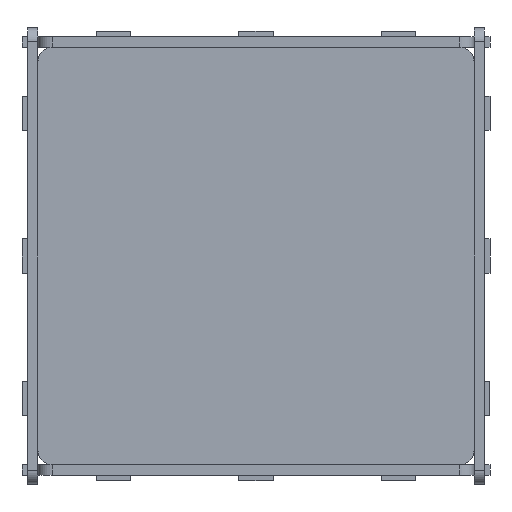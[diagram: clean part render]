
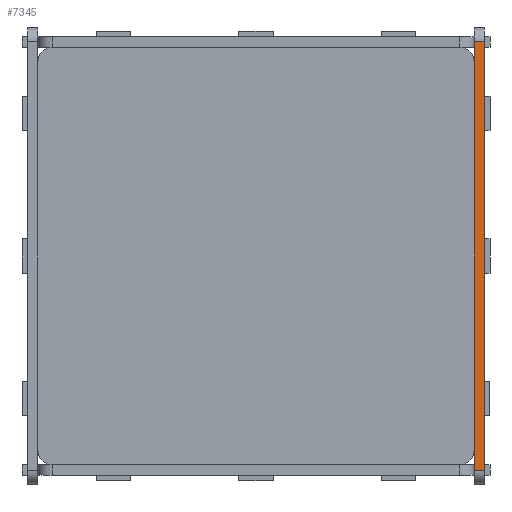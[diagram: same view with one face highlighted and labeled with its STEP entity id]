
A CAD part, front view. The second image highlights one B-rep face of the part: STEP entity #7345.
In plain terms, the highlighted face is planar.
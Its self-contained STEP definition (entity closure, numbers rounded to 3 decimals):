
#32 = VECTOR ( 'NONE', #3086, 1000. ) ;
#64 = CARTESIAN_POINT ( 'NONE',  ( -375., 0., 750. ) ) ;
#180 = DIRECTION ( 'NONE',  ( 0., 1., 0. ) ) ;
#283 = PLANE ( 'NONE',  #3954 ) ;
#320 = LINE ( 'NONE', #5548, #2996 ) ;
#893 = DIRECTION ( 'NONE',  ( -1., 0., 0. ) ) ;
#1635 = DIRECTION ( 'NONE',  ( 1., 0., 0. ) ) ;
#1888 = LINE ( 'NONE', #4230, #32 ) ;
#1993 = CARTESIAN_POINT ( 'NONE',  ( -400., 18., 750. ) ) ;
#2216 = VERTEX_POINT ( 'NONE', #5476 ) ;
#2495 = CARTESIAN_POINT ( 'NONE',  ( 375., 18., 750. ) ) ;
#2996 = VECTOR ( 'NONE', #4334, 1000. ) ;
#3086 = DIRECTION ( 'NONE',  ( 1., 0., 0. ) ) ;
#3377 = EDGE_CURVE ( 'NONE', #7023, #2216, #1888, .T. ) ;
#3585 = ORIENTED_EDGE ( 'NONE', *, *, #7309, .T. ) ;
#3815 = ORIENTED_EDGE ( 'NONE', *, *, #4286, .T. ) ;
#3848 = ORIENTED_EDGE ( 'NONE', *, *, #3377, .F. ) ;
#3954 = AXIS2_PLACEMENT_3D ( 'NONE', #1993, #4403, #893 ) ;
#4230 = CARTESIAN_POINT ( 'NONE',  ( -400., 18., 750. ) ) ;
#4286 = EDGE_CURVE ( 'NONE', #4518, #2216, #5941, .T. ) ;
#4334 = DIRECTION ( 'NONE',  ( 0., -1., 0. ) ) ;
#4403 = DIRECTION ( 'NONE',  ( 0., 0., -1. ) ) ;
#4471 = CARTESIAN_POINT ( 'NONE',  ( -400., 0., 750. ) ) ;
#4518 = VERTEX_POINT ( 'NONE', #5091 ) ;
#4548 = ORIENTED_EDGE ( 'NONE', *, *, #6541, .T. ) ;
#4959 = LINE ( 'NONE', #4471, #5531 ) ;
#5091 = CARTESIAN_POINT ( 'NONE',  ( 375., 0., 750. ) ) ;
#5254 = VECTOR ( 'NONE', #180, 1000. ) ;
#5476 = CARTESIAN_POINT ( 'NONE',  ( 375., 18., 750. ) ) ;
#5531 = VECTOR ( 'NONE', #1635, 1000. ) ;
#5548 = CARTESIAN_POINT ( 'NONE',  ( -375., 18., 750. ) ) ;
#5555 = VERTEX_POINT ( 'NONE', #64 ) ;
#5941 = LINE ( 'NONE', #2495, #5254 ) ;
#6541 = EDGE_CURVE ( 'NONE', #5555, #4518, #4959, .T. ) ;
#6871 = CARTESIAN_POINT ( 'NONE',  ( -375., 18., 750. ) ) ;
#7023 = VERTEX_POINT ( 'NONE', #6871 ) ;
#7178 = FACE_OUTER_BOUND ( 'NONE', #7443, .T. ) ;
#7309 = EDGE_CURVE ( 'NONE', #7023, #5555, #320, .T. ) ;
#7345 = ADVANCED_FACE ( 'NONE', ( #7178 ), #283, .F. ) ;
#7443 = EDGE_LOOP ( 'NONE', ( #4548, #3815, #3848, #3585 ) ) ;
